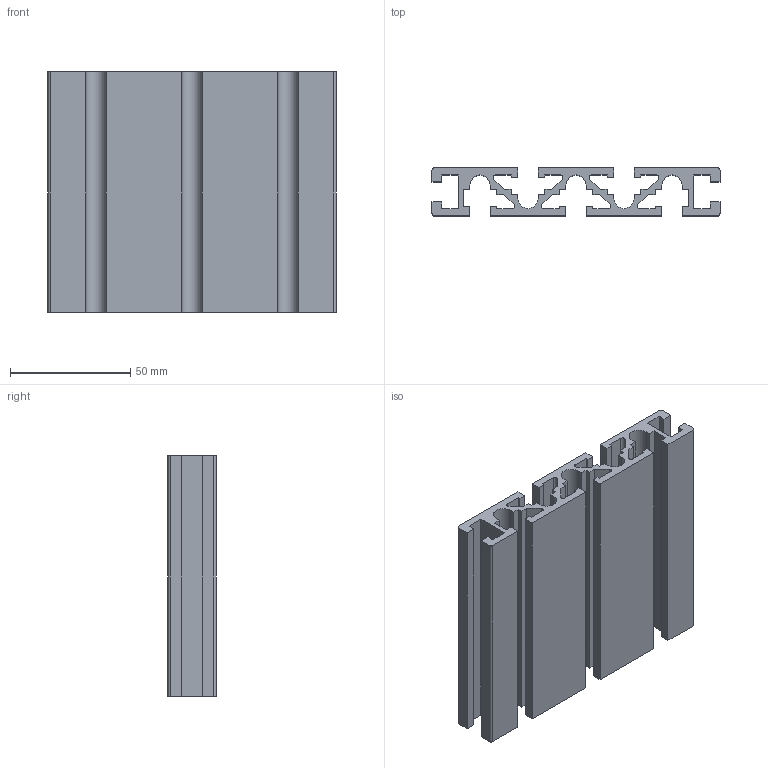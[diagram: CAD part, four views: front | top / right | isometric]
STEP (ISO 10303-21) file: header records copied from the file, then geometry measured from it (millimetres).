
FILE_DESCRIPTION (( 'STEP AP203' ), '1' );
FILE_NAME ('JL-8-20120G.STEP', '2019-07-23T05:57:47', ( 'admin' ), ( '' ), 'SwSTEP 2.0', 'SolidWorks 2017', '' );
FILE_SCHEMA (( 'CONFIG_CONTROL_DESIGN' ));
Length unit declared in the file: millimetre
Products named in the file (1): JL-8-20120G
Bounding box: 120 x 20 x 100 mm (x, y, z)
Volume: 98944.2 mm3; surface area: 68457.7 mm2
Topology: 1 solids, 1 shells, 284 faces, 819 edges, 546 vertices
Faces by surface type: plane 235, bspline 28, cylinder 21
Entity records: 10154 total; most frequent: CARTESIAN_POINT 2758, ORIENTED_EDGE 1638, DIRECTION 1319, EDGE_CURVE 819, VECTOR 721, LINE 721, VERTEX_POINT 546, AXIS2_PLACEMENT_3D 299
